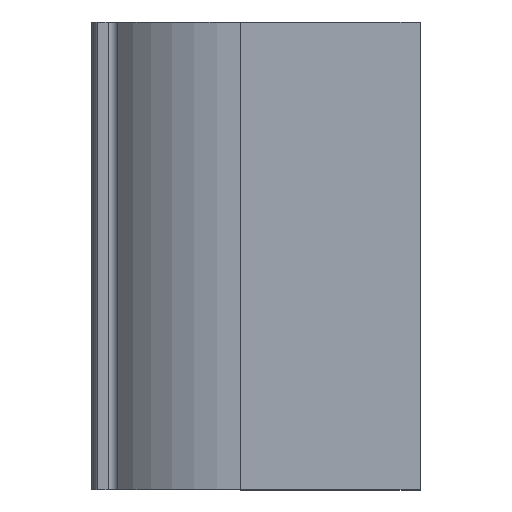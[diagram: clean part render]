
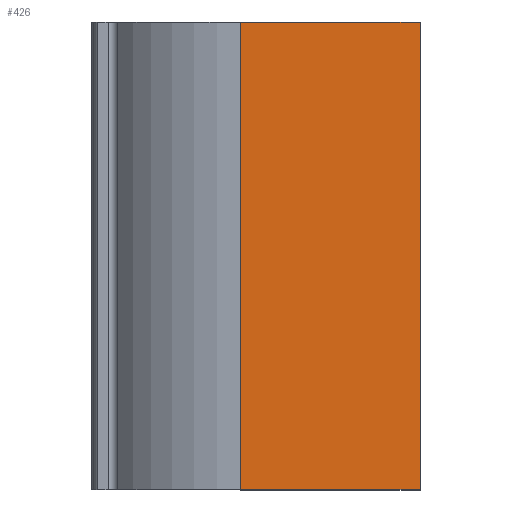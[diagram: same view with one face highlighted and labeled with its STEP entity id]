
A CAD part, top view. The second image highlights one B-rep face of the part: STEP entity #426.
In plain terms, the highlighted planar face has unit normal (0, 0, 1).
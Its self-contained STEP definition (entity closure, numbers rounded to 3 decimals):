
#67=FACE_OUTER_BOUND('',#91,.T.);
#91=EDGE_LOOP('',(#338,#339,#340,#341));
#128=LINE('',#731,#166);
#133=LINE('',#741,#171);
#134=LINE('',#743,#172);
#135=LINE('',#744,#173);
#166=VECTOR('',#596,10.);
#171=VECTOR('',#605,10.);
#172=VECTOR('',#606,10.);
#173=VECTOR('',#607,10.);
#210=VERTEX_POINT('',#728);
#211=VERTEX_POINT('',#730);
#214=VERTEX_POINT('',#740);
#215=VERTEX_POINT('',#742);
#260=EDGE_CURVE('',#211,#210,#128,.T.);
#265=EDGE_CURVE('',#211,#214,#133,.T.);
#266=EDGE_CURVE('',#215,#210,#134,.T.);
#267=EDGE_CURVE('',#214,#215,#135,.T.);
#338=ORIENTED_EDGE('',*,*,#265,.F.);
#339=ORIENTED_EDGE('',*,*,#260,.T.);
#340=ORIENTED_EDGE('',*,*,#266,.F.);
#341=ORIENTED_EDGE('',*,*,#267,.F.);
#405=PLANE('',#489);
#426=ADVANCED_FACE('',(#67),#405,.T.);
#489=AXIS2_PLACEMENT_3D('',#739,#603,#604);
#596=DIRECTION('',(0.,-1.,0.));
#603=DIRECTION('center_axis',(0.,0.,1.));
#604=DIRECTION('ref_axis',(-1.,0.,0.));
#605=DIRECTION('',(1.,0.,0.));
#606=DIRECTION('',(-1.,0.,0.));
#607=DIRECTION('',(0.,-1.,0.));
#728=CARTESIAN_POINT('',(0.,0.,10.95));
#730=CARTESIAN_POINT('',(0.,30.,10.95));
#731=CARTESIAN_POINT('',(0.,30.,10.95));
#739=CARTESIAN_POINT('Origin',(11.5,30.,10.95));
#740=CARTESIAN_POINT('',(11.5,30.,10.95));
#741=CARTESIAN_POINT('',(0.,30.,10.95));
#742=CARTESIAN_POINT('',(11.5,0.,10.95));
#743=CARTESIAN_POINT('',(0.,0.,10.95));
#744=CARTESIAN_POINT('',(11.5,30.,10.95));
